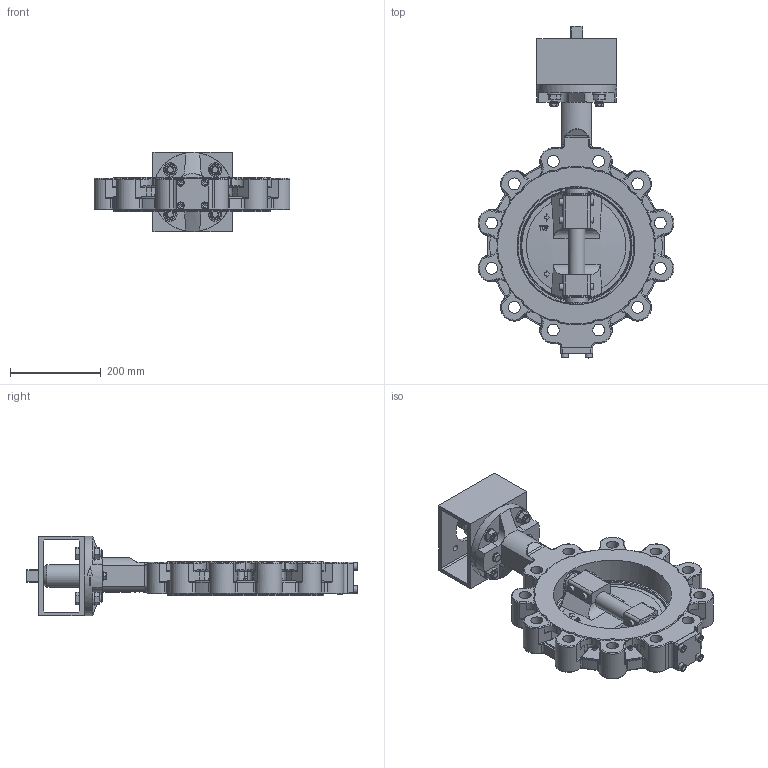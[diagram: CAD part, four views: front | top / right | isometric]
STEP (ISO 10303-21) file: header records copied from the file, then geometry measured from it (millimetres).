
FILE_DESCRIPTION(/* description */ (''),/* implementation_level */ '2;1');
FILE_NAME(/* name */ 'HP114-C DN250 PN40.stp',/* time_stamp */ '2018-12-04T08:53:21+01:00',/* author */ ('hellwig'),/* organization */ (''),/* preprocessor_version */ 'ST-DEVELOPER v16.5',/* originating_system */ 'Autodesk Inventor 2017',/* authorisation */ '');
FILE_SCHEMA (('CONFIG_CONTROL_DESIGN'));
Products named in the file (1): M41322
Bounding box: 431.8 x 731.5 x 175 mm (x, y, z)
Volume: 8787344.4 mm3; surface area: 1208138.7 mm2
Topology: 2 solids, 21 shells, 2225 faces, 5660 edges, 3567 vertices
Faces by surface type: plane 891, cylinder 668, torus 279, bspline 209, cone 163, sphere 15
Full cylindrical faces by diameter (mm): 4.917 x10, 6 x20, 8.376 x4, 10 x8, 10.5 x2, 11 x4, 12 x2, 12.5 x10, 13 x4, 14 x3, 14.2 x3, 14.63 x2, 14.917 x4, 16 x12, 17 x4, 18 x4, 20 x2, 22 x4, 26.211 x12, 30 x4, 36 x2, 36.05 x2, 36.1 x1, 36.2 x3, 38.1 x1, 39.35 x2, 40 x1, 42.2 x2, 47.8 x1, 47.9 x1
Entity records: 71424 total; most frequent: CARTESIAN_POINT 19552, ORIENTED_EDGE 10410, DIRECTION 10385, EDGE_CURVE 5205, AXIS2_PLACEMENT_3D 4088, VERTEX_POINT 3433, EDGE_LOOP 2754, FACE_OUTER_BOUND 2225
